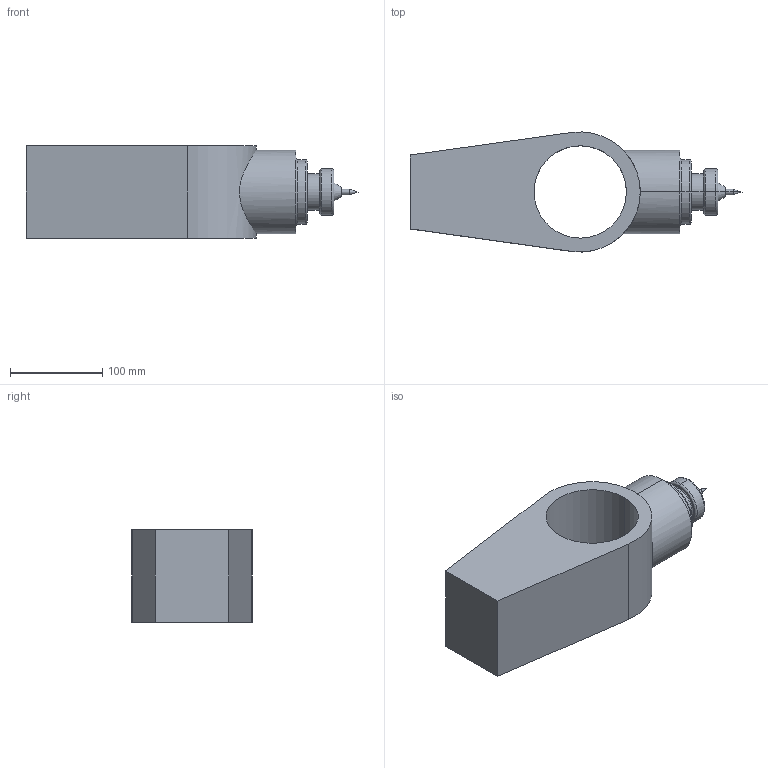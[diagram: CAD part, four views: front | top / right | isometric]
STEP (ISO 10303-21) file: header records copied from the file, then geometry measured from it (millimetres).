
FILE_DESCRIPTION (( 'STEP AP203' ), '1' );
FILE_NAME ('link4WRIST_Default_sldprt.STEP', '2019-03-25T20:54:45', ( '' ), ( '' ), 'SwSTEP 2.0', 'SolidWorks 2018', '' );
FILE_SCHEMA (( 'CONFIG_CONTROL_DESIGN' ));
Length unit declared in the file: millimetre
Products named in the file (1): link4WRIST_Default_sldprt
Bounding box: 359.46 x 129.93 x 100 mm (x, y, z)
Volume: 2219132.2 mm3; surface area: 155514.4 mm2
Topology: 1 solids, 1 shells, 39 faces, 82 edges, 49 vertices
Faces by surface type: cylinder 13, torus 12, plane 10, cone 4
Entity records: 1265 total; most frequent: CARTESIAN_POINT 315, DIRECTION 210, ORIENTED_EDGE 160, AXIS2_PLACEMENT_3D 92, EDGE_CURVE 80, CIRCLE 52, VERTEX_POINT 49, EDGE_LOOP 47
